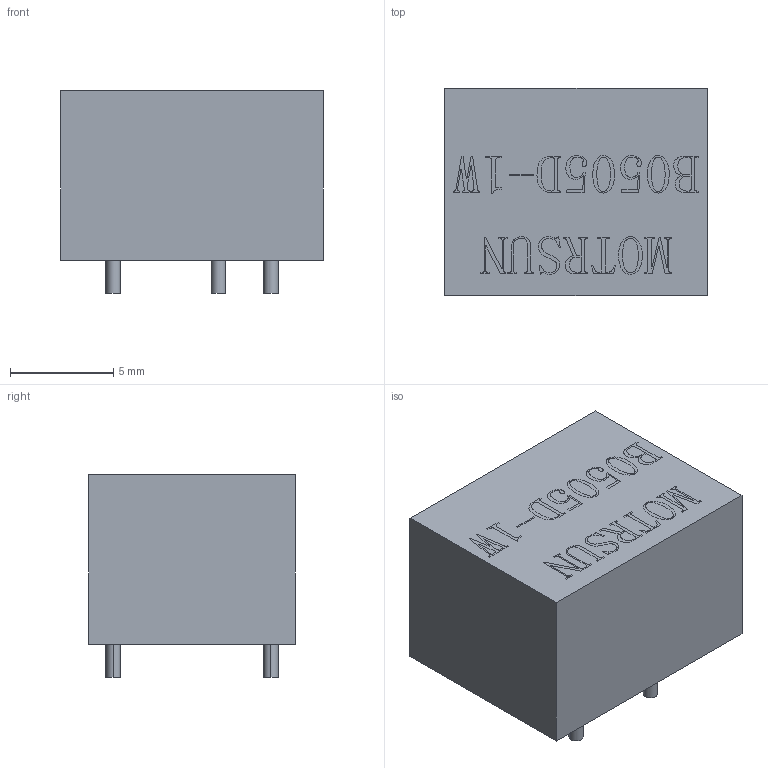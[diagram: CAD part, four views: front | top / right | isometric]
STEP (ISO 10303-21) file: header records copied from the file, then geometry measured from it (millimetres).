
FILE_DESCRIPTION (( 'STEP AP214' ), '1' );
FILE_NAME ('B0505D-1W.STEP', '2012-03-28T07:25:45', ( 'Lenovo User' ), ( 'Lenovo (Beijing) Limited' ), 'SwSTEP 2.0', 'SolidWorks 2011', '' );
FILE_SCHEMA (( 'AUTOMOTIVE_DESIGN' ));
Length unit declared in the file: millimetre
Products named in the file (1): B0505D-1W
Bounding box: 12.7 x 10 x 9.8 mm (x, y, z)
Volume: 1043.9 mm3; surface area: 640.4 mm2
Topology: 1 solids, 1 shells, 41 faces, 336 edges, 324 vertices
Faces by surface type: plane 33, cylinder 8
Entity records: 5099 total; most frequent: CARTESIAN_POINT 2466, ORIENTED_EDGE 672, EDGE_CURVE 336, VERTEX_POINT 324, DIRECTION 312, VECTOR 196, LINE 196, B_SPLINE_CURVE_WITH_KNOTS 124
